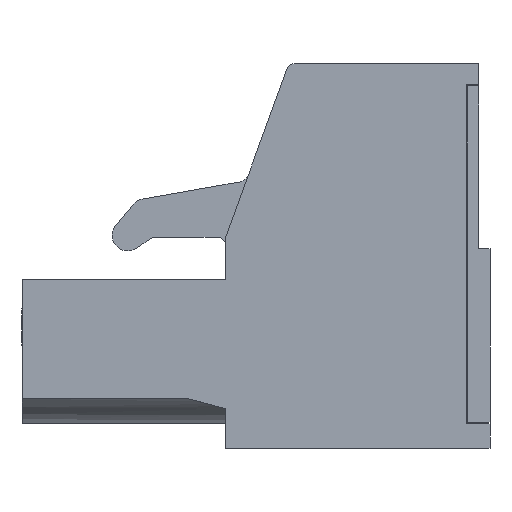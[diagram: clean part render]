
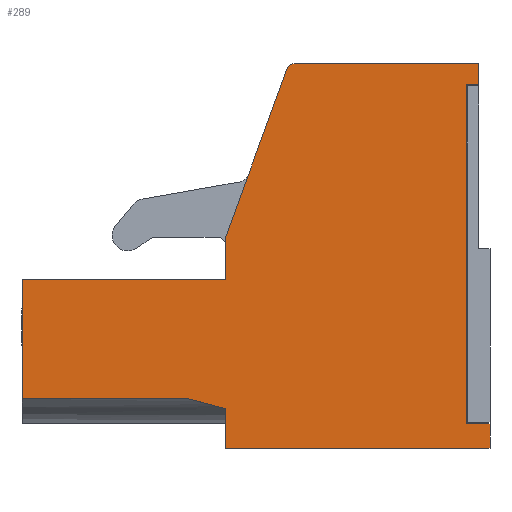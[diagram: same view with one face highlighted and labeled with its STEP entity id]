
A CAD part, front view. The second image highlights one B-rep face of the part: STEP entity #289.
In plain terms, the highlighted planar face has unit normal (0, -1, 0).
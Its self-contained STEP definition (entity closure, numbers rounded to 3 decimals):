
#289 = ADVANCED_FACE( '', ( #751 ), #752, .T. );
#751 = FACE_OUTER_BOUND( '', #1403, .T. );
#752 = PLANE( '', #1404 );
#1403 = EDGE_LOOP( '', ( #2229, #2230, #2231, #2232, #2233, #2234, #2235, #2236, #2237, #2238, #2239, #2240, #2241, #2242, #2243 ) );
#1404 = AXIS2_PLACEMENT_3D( '', #2244, #2245, #2246 );
#2229 = ORIENTED_EDGE( '', *, *, #3929, .T. );
#2230 = ORIENTED_EDGE( '', *, *, #3930, .F. );
#2231 = ORIENTED_EDGE( '', *, *, #3931, .F. );
#2232 = ORIENTED_EDGE( '', *, *, #3932, .F. );
#2233 = ORIENTED_EDGE( '', *, *, #3933, .T. );
#2234 = ORIENTED_EDGE( '', *, *, #3934, .F. );
#2235 = ORIENTED_EDGE( '', *, *, #3935, .F. );
#2236 = ORIENTED_EDGE( '', *, *, #3936, .T. );
#2237 = ORIENTED_EDGE( '', *, *, #3826, .T. );
#2238 = ORIENTED_EDGE( '', *, *, #3937, .T. );
#2239 = ORIENTED_EDGE( '', *, *, #3938, .T. );
#2240 = ORIENTED_EDGE( '', *, *, #3939, .F. );
#2241 = ORIENTED_EDGE( '', *, *, #3940, .F. );
#2242 = ORIENTED_EDGE( '', *, *, #3941, .F. );
#2243 = ORIENTED_EDGE( '', *, *, #3942, .F. );
#2244 = CARTESIAN_POINT( '', ( 27.426, -15.476, 1.1 ) );
#2245 = DIRECTION( '', ( 0., -1., 0. ) );
#2246 = DIRECTION( '', ( -1., 0., 0. ) );
#3826 = EDGE_CURVE( '', #4582, #4580, #4583, .T. );
#3929 = EDGE_CURVE( '', #4765, #4766, #4767, .T. );
#3930 = EDGE_CURVE( '', #4768, #4766, #4769, .T. );
#3931 = EDGE_CURVE( '', #4770, #4768, #4771, .T. );
#3932 = EDGE_CURVE( '', #4772, #4770, #4773, .T. );
#3933 = EDGE_CURVE( '', #4772, #4774, #4775, .T. );
#3934 = EDGE_CURVE( '', #4776, #4774, #4777, .T. );
#3935 = EDGE_CURVE( '', #4778, #4776, #4779, .T. );
#3936 = EDGE_CURVE( '', #4778, #4582, #4780, .T. );
#3937 = EDGE_CURVE( '', #4580, #4781, #4782, .T. );
#3938 = EDGE_CURVE( '', #4781, #4783, #4784, .T. );
#3939 = EDGE_CURVE( '', #4785, #4783, #4786, .T. );
#3940 = EDGE_CURVE( '', #4787, #4785, #4788, .T. );
#3941 = EDGE_CURVE( '', #4789, #4787, #4790, .T. );
#3942 = EDGE_CURVE( '', #4765, #4789, #4791, .T. );
#4580 = VERTEX_POINT( '', #5655 );
#4582 = VERTEX_POINT( '', #5658 );
#4583 = LINE( '', #5659, #5660 );
#4765 = VERTEX_POINT( '', #5909 );
#4766 = VERTEX_POINT( '', #5910 );
#4767 = LINE( '', #5911, #5912 );
#4768 = VERTEX_POINT( '', #5913 );
#4769 = LINE( '', #5914, #5915 );
#4770 = VERTEX_POINT( '', #5916 );
#4771 = LINE( '', #5917, #5918 );
#4772 = VERTEX_POINT( '', #5919 );
#4773 = LINE( '', #5920, #5921 );
#4774 = VERTEX_POINT( '', #5922 );
#4775 = CIRCLE( '', #5923, 0.3 );
#4776 = VERTEX_POINT( '', #5924 );
#4777 = LINE( '', #5925, #5926 );
#4778 = VERTEX_POINT( '', #5927 );
#4779 = LINE( '', #5928, #5929 );
#4780 = LINE( '', #5930, #5931 );
#4781 = VERTEX_POINT( '', #5932 );
#4782 = LINE( '', #5933, #5934 );
#4783 = VERTEX_POINT( '', #5935 );
#4784 = LINE( '', #5936, #5937 );
#4785 = VERTEX_POINT( '', #5938 );
#4786 = LINE( '', #5939, #5940 );
#4787 = VERTEX_POINT( '', #5941 );
#4788 = LINE( '', #5942, #5943 );
#4789 = VERTEX_POINT( '', #5944 );
#4790 = LINE( '', #5945, #5946 );
#4791 = LINE( '', #5947, #5948 );
#5655 = CARTESIAN_POINT( '', ( 9.076, -15.476, -11.5 ) );
#5658 = CARTESIAN_POINT( '', ( 9.076, -15.476, -6.7 ) );
#5659 = CARTESIAN_POINT( '', ( 9.076, -15.476, -11.5 ) );
#5660 = VECTOR( '', #6991, 1000. );
#5909 = CARTESIAN_POINT( '', ( 26.976, -15.476, -12.5 ) );
#5910 = CARTESIAN_POINT( '', ( 26.976, -15.476, 1.15 ) );
#5911 = CARTESIAN_POINT( '', ( 26.976, -15.476, -5.3 ) );
#5912 = VECTOR( '', #7116, 1000. );
#5913 = CARTESIAN_POINT( '', ( 27.476, -15.476, 1.15 ) );
#5914 = CARTESIAN_POINT( '', ( 26.926, -15.476, 1.15 ) );
#5915 = VECTOR( '', #7117, 1000. );
#5916 = CARTESIAN_POINT( '', ( 27.476, -15.476, 2. ) );
#5917 = CARTESIAN_POINT( '', ( 27.476, -15.476, 0.84 ) );
#5918 = VECTOR( '', #7118, 1000. );
#5919 = CARTESIAN_POINT( '', ( 20.034, -15.476, 2. ) );
#5920 = CARTESIAN_POINT( '', ( 27.626, -15.476, 2. ) );
#5921 = VECTOR( '', #7119, 1000. );
#5922 = CARTESIAN_POINT( '', ( 19.752, -15.476, 1.803 ) );
#5923 = AXIS2_PLACEMENT_3D( '', #7120, #7121, #7122 );
#5924 = CARTESIAN_POINT( '', ( 17.276, -15.476, -5. ) );
#5925 = CARTESIAN_POINT( '', ( 17.144, -15.476, -5.361 ) );
#5926 = VECTOR( '', #7123, 1000. );
#5927 = CARTESIAN_POINT( '', ( 17.276, -15.476, -6.7 ) );
#5928 = CARTESIAN_POINT( '', ( 17.276, -15.476, -11.9 ) );
#5929 = VECTOR( '', #7124, 1000. );
#5930 = CARTESIAN_POINT( '', ( 8.976, -15.476, -6.7 ) );
#5931 = VECTOR( '', #7125, 1000. );
#5932 = CARTESIAN_POINT( '', ( 15.783, -15.476, -11.5 ) );
#5933 = CARTESIAN_POINT( '', ( 15.783, -15.476, -11.5 ) );
#5934 = VECTOR( '', #7126, 1000. );
#5935 = CARTESIAN_POINT( '', ( 17.276, -15.476, -11.9 ) );
#5936 = CARTESIAN_POINT( '', ( 17.276, -15.476, -11.9 ) );
#5937 = VECTOR( '', #7127, 1000. );
#5938 = CARTESIAN_POINT( '', ( 17.276, -15.476, -13.5 ) );
#5939 = CARTESIAN_POINT( '', ( 17.276, -15.476, -11.9 ) );
#5940 = VECTOR( '', #7128, 1000. );
#5941 = CARTESIAN_POINT( '', ( 27.926, -15.476, -13.5 ) );
#5942 = CARTESIAN_POINT( '', ( 17.276, -15.476, -13.5 ) );
#5943 = VECTOR( '', #7129, 1000. );
#5944 = CARTESIAN_POINT( '', ( 27.926, -15.476, -12.5 ) );
#5945 = CARTESIAN_POINT( '', ( 27.926, -15.476, -13.5 ) );
#5946 = VECTOR( '', #7130, 1000. );
#5947 = CARTESIAN_POINT( '', ( 28.126, -15.476, -12.5 ) );
#5948 = VECTOR( '', #7131, 1000. );
#6991 = DIRECTION( '', ( 0., 0., -1. ) );
#7116 = DIRECTION( '', ( 0., 0., 1. ) );
#7117 = DIRECTION( '', ( -1., 0., 0. ) );
#7118 = DIRECTION( '', ( 0., 0., -1. ) );
#7119 = DIRECTION( '', ( 1., 0., 0. ) );
#7120 = CARTESIAN_POINT( '', ( 20.034, -15.476, 1.7 ) );
#7121 = DIRECTION( '', ( 0., -1., 0. ) );
#7122 = DIRECTION( '', ( 1., 0., 0. ) );
#7123 = DIRECTION( '', ( 0.342, 0., 0.94 ) );
#7124 = DIRECTION( '', ( 0., 0., 1. ) );
#7125 = DIRECTION( '', ( -1., 0., 0. ) );
#7126 = DIRECTION( '', ( 1., 0., 0. ) );
#7127 = DIRECTION( '', ( 0.966, 0., -0.259 ) );
#7128 = DIRECTION( '', ( 0., 0., 1. ) );
#7129 = DIRECTION( '', ( -1., 0., 0. ) );
#7130 = DIRECTION( '', ( 0., 0., -1. ) );
#7131 = DIRECTION( '', ( 1., 0., 0. ) );
